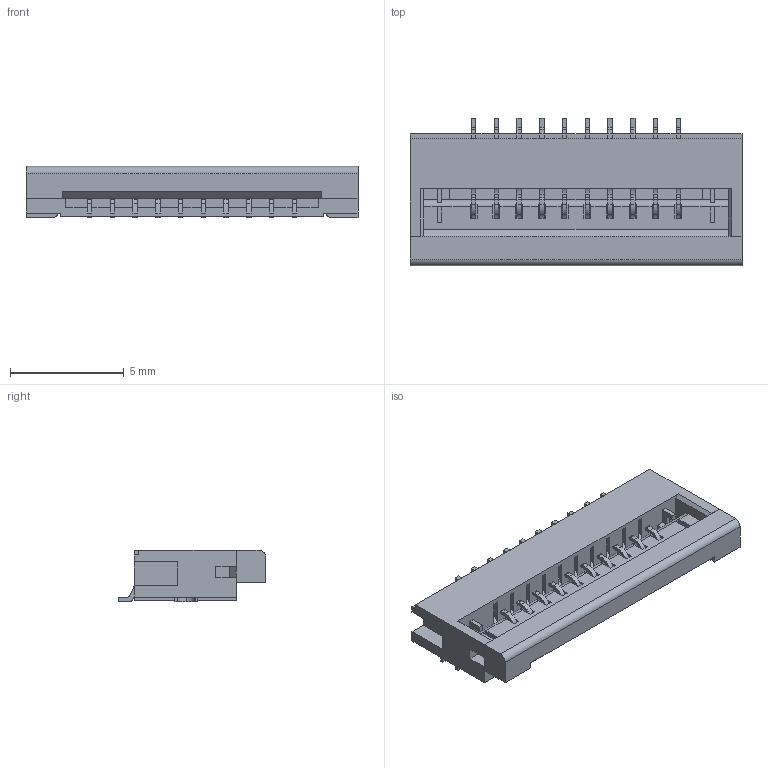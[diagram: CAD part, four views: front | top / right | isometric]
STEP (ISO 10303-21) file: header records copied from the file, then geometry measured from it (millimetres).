
FILE_DESCRIPTION(('STEP AP242'),'1');
FILE_NAME('686110148922.stp','2022-07-19T13:30:36',('TraceParts'),('TraceParts S.A.'),'Spatial InterOp 3D',' ',' ');
FILE_SCHEMA(('AP242_MANAGED_MODEL_BASED_3D_ENGINEERING_MIM_LF {1 0 10303 442 1 1 4}'));
Length unit declared in the file: millimetre
Products named in the file (1): 686110148922_1
Bounding box: 14.6 x 6.5 x 2.25 mm (x, y, z)
Volume: 131 mm3; surface area: 629.8 mm2
Topology: 14 solids, 14 shells, 657 faces, 1991 edges, 1314 vertices
Faces by surface type: plane 486, cylinder 171
Entity records: 22443 total; most frequent: ORIENTED_EDGE 3982, CARTESIAN_POINT 3976, DIRECTION 3715, EDGE_CURVE 1991, LINE 1609, VECTOR 1609, VERTEX_POINT 1314, AXIS2_PLACEMENT_3D 1053
